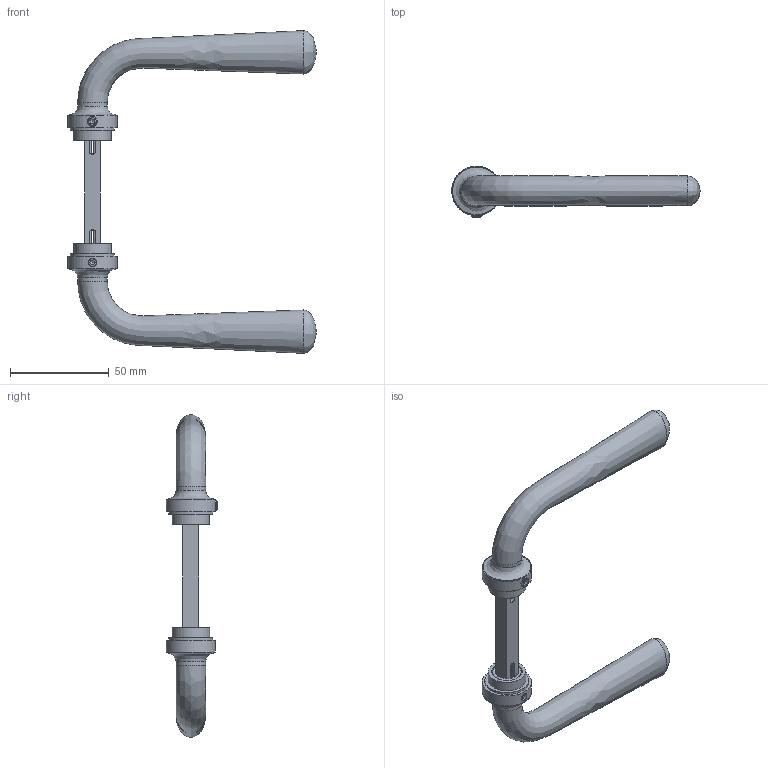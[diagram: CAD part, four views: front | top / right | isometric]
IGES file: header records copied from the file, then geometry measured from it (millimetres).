
Global section: file name: P6052; native system: Autodesk Inventor 2018; preprocessor: unknown; author: ashami; date: 20180911.134709; units: millimetre
Bounding box: 126 x 26.17 x 163.71 mm (x, y, z)
Volume: 65695.8 mm3; surface area: 25185 mm2
Topology: 7 solids, 7 shells, 130 faces, 368 edges, 254 vertices
Faces by surface type: bspline 130
